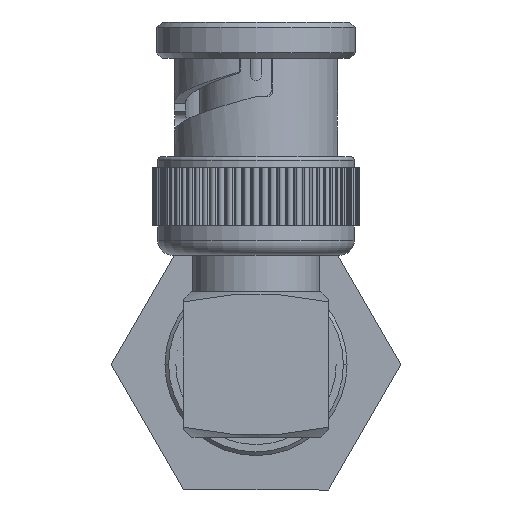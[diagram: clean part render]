
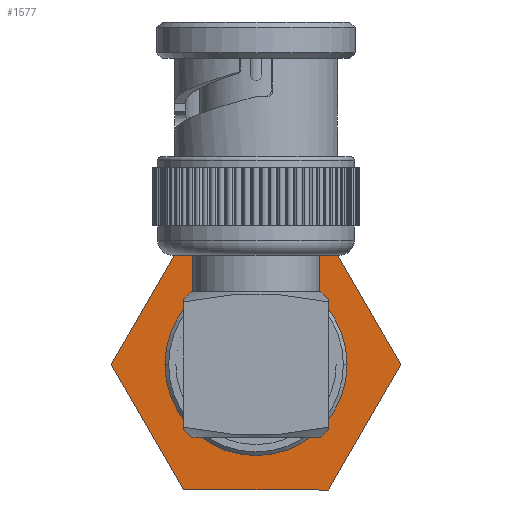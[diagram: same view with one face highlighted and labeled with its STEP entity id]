
A CAD part, left-side view. The second image highlights one B-rep face of the part: STEP entity #1577.
In plain terms, the highlighted face is planar.
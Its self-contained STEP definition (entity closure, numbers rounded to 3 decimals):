
#1024 = VERTEX_POINT ( 'NONE', #9727 ) ;
#1097 = DIRECTION ( 'NONE',  ( 0., 0.5, -0.866 ) ) ;
#1577 = ADVANCED_FACE ( 'NONE', ( #24176, #28508 ), #21941, .F. ) ;
#1861 = VECTOR ( 'NONE', #10054, 1000. ) ;
#2052 = VECTOR ( 'NONE', #8819, 1000. ) ;
#2105 = CARTESIAN_POINT ( 'NONE',  ( 12.857, 0., 0. ) ) ;
#2240 = CARTESIAN_POINT ( 'NONE',  ( 12.857, -6.35, 0. ) ) ;
#2455 = DIRECTION ( 'NONE',  ( 0., -1., 0. ) ) ;
#3107 = ORIENTED_EDGE ( 'NONE', *, *, #17340, .T. ) ;
#3294 = CARTESIAN_POINT ( 'NONE',  ( 12.857, 5.052, -8.75 ) ) ;
#3802 = VECTOR ( 'NONE', #5148, 1000. ) ;
#5148 = DIRECTION ( 'NONE',  ( 0., -0.5, 0.866 ) ) ;
#5292 = LINE ( 'NONE', #7984, #1861 ) ;
#5669 = DIRECTION ( 'NONE',  ( -1., 0., 0. ) ) ;
#5962 = CARTESIAN_POINT ( 'NONE',  ( 12.857, 12.7, 0. ) ) ;
#6332 = CARTESIAN_POINT ( 'NONE',  ( 12.857, 10.104, 0. ) ) ;
#6384 = ORIENTED_EDGE ( 'NONE', *, *, #18648, .T. ) ;
#6942 = CARTESIAN_POINT ( 'NONE',  ( 12.857, 10.104, 0. ) ) ;
#7536 = ORIENTED_EDGE ( 'NONE', *, *, #17467, .T. ) ;
#7572 = DIRECTION ( 'NONE',  ( -1., 0., 0. ) ) ;
#7720 = VERTEX_POINT ( 'NONE', #26105 ) ;
#7984 = CARTESIAN_POINT ( 'NONE',  ( 12.857, -5.052, 8.75 ) ) ;
#8819 = DIRECTION ( 'NONE',  ( 0., -0.5, -0.866 ) ) ;
#9400 = VECTOR ( 'NONE', #1097, 1000. ) ;
#9727 = CARTESIAN_POINT ( 'NONE',  ( 12.857, -5.052, 8.75 ) ) ;
#10006 = EDGE_CURVE ( 'NONE', #1024, #28694, #10181, .T. ) ;
#10054 = DIRECTION ( 'NONE',  ( 0., -1., 0. ) ) ;
#10181 = LINE ( 'NONE', #19324, #2052 ) ;
#10223 = CARTESIAN_POINT ( 'NONE',  ( 12.857, -10.104, 0. ) ) ;
#10356 = LINE ( 'NONE', #6332, #27661 ) ;
#11006 = ORIENTED_EDGE ( 'NONE', *, *, #10006, .T. ) ;
#11216 = DIRECTION ( 'NONE',  ( 0., -1., 0. ) ) ;
#11602 = EDGE_LOOP ( 'NONE', ( #6384, #7536, #3107, #23428, #11006, #20083 ) ) ;
#13004 = CARTESIAN_POINT ( 'NONE',  ( 12.857, 5.052, 8.75 ) ) ;
#14044 = VERTEX_POINT ( 'NONE', #17292 ) ;
#14420 = EDGE_CURVE ( 'NONE', #28694, #7720, #27843, .T. ) ;
#15114 = CIRCLE ( 'NONE', #25116, 6.35 ) ;
#15306 = EDGE_CURVE ( 'NONE', #29247, #1024, #5292, .T. ) ;
#15505 = ORIENTED_EDGE ( 'NONE', *, *, #25198, .T. ) ;
#15580 = DIRECTION ( 'NONE',  ( -1., 0., 0. ) ) ;
#17292 = CARTESIAN_POINT ( 'NONE',  ( 12.857, 5.052, -8.75 ) ) ;
#17340 = EDGE_CURVE ( 'NONE', #25846, #29247, #21441, .T. ) ;
#17404 = DIRECTION ( 'NONE',  ( 0., 0.5, 0.866 ) ) ;
#17467 = EDGE_CURVE ( 'NONE', #14044, #25846, #10356, .T. ) ;
#18436 = EDGE_CURVE ( 'NONE', #21550, #22198, #27700, .T. ) ;
#18648 = EDGE_CURVE ( 'NONE', #7720, #14044, #25865, .T. ) ;
#19282 = DIRECTION ( 'NONE',  ( 0., -1., 0. ) ) ;
#19324 = CARTESIAN_POINT ( 'NONE',  ( 12.857, -10.104, 0. ) ) ;
#20083 = ORIENTED_EDGE ( 'NONE', *, *, #14420, .T. ) ;
#21441 = LINE ( 'NONE', #25610, #3802 ) ;
#21537 = DIRECTION ( 'NONE',  ( 0., 1., 0. ) ) ;
#21550 = VERTEX_POINT ( 'NONE', #22522 ) ;
#21941 = PLANE ( 'NONE',  #24703 ) ;
#22198 = VERTEX_POINT ( 'NONE', #2240 ) ;
#22522 = CARTESIAN_POINT ( 'NONE',  ( 12.857, 6.35, 0. ) ) ;
#22949 = CARTESIAN_POINT ( 'NONE',  ( 12.857, 0., 0. ) ) ;
#23349 = ORIENTED_EDGE ( 'NONE', *, *, #18436, .T. ) ;
#23428 = ORIENTED_EDGE ( 'NONE', *, *, #15306, .T. ) ;
#23828 = CARTESIAN_POINT ( 'NONE',  ( 12.857, -5.052, -8.75 ) ) ;
#23916 = VECTOR ( 'NONE', #21537, 1000. ) ;
#24176 = FACE_BOUND ( 'NONE', #27301, .T. ) ;
#24703 = AXIS2_PLACEMENT_3D ( 'NONE', #5962, #5669, #19282 ) ;
#25116 = AXIS2_PLACEMENT_3D ( 'NONE', #22949, #7572, #2455 ) ;
#25198 = EDGE_CURVE ( 'NONE', #22198, #21550, #15114, .T. ) ;
#25610 = CARTESIAN_POINT ( 'NONE',  ( 12.857, 5.052, 8.75 ) ) ;
#25846 = VERTEX_POINT ( 'NONE', #6942 ) ;
#25865 = LINE ( 'NONE', #3294, #23916 ) ;
#26105 = CARTESIAN_POINT ( 'NONE',  ( 12.857, -5.052, -8.75 ) ) ;
#27238 = AXIS2_PLACEMENT_3D ( 'NONE', #2105, #15580, #11216 ) ;
#27301 = EDGE_LOOP ( 'NONE', ( #15505, #23349 ) ) ;
#27661 = VECTOR ( 'NONE', #17404, 1000. ) ;
#27700 = CIRCLE ( 'NONE', #27238, 6.35 ) ;
#27843 = LINE ( 'NONE', #23828, #9400 ) ;
#28508 = FACE_OUTER_BOUND ( 'NONE', #11602, .T. ) ;
#28694 = VERTEX_POINT ( 'NONE', #10223 ) ;
#29247 = VERTEX_POINT ( 'NONE', #13004 ) ;
